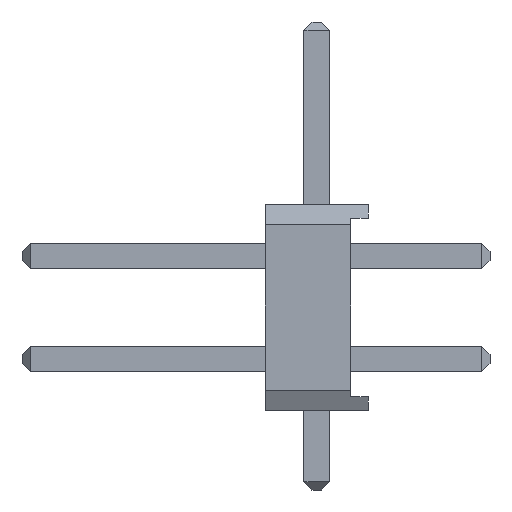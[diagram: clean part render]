
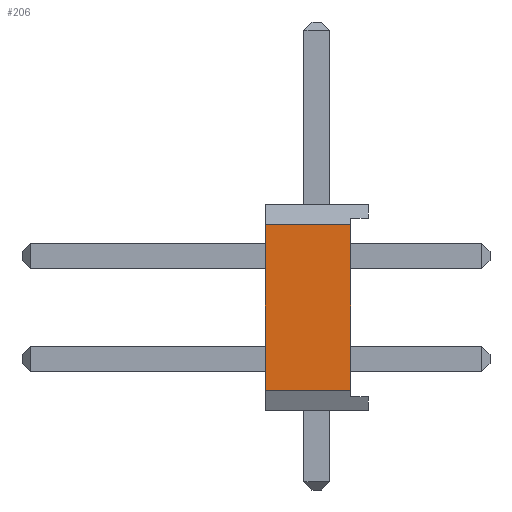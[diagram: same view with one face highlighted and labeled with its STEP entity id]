
A CAD part, left-side view. The second image highlights one B-rep face of the part: STEP entity #206.
In plain terms, the highlighted planar face has unit normal (-1, 0, 0).
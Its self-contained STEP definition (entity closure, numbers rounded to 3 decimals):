
#206 = ADVANCED_FACE( '', ( #516 ), #517, .T. );
#516 = FACE_OUTER_BOUND( '', #954, .T. );
#517 = PLANE( '', #955 );
#954 = EDGE_LOOP( '', ( #1517, #1518, #1519, #1520 ) );
#955 = AXIS2_PLACEMENT_3D( '', #1521, #1522, #1523 );
#1517 = ORIENTED_EDGE( '', *, *, #2663, .F. );
#1518 = ORIENTED_EDGE( '', *, *, #2664, .T. );
#1519 = ORIENTED_EDGE( '', *, *, #2665, .T. );
#1520 = ORIENTED_EDGE( '', *, *, #2666, .T. );
#1521 = CARTESIAN_POINT( '', ( -7.62, 0., 0. ) );
#1522 = DIRECTION( '', ( -1., 0., 0. ) );
#1523 = DIRECTION( '', ( 0., 0., 1. ) );
#2663 = EDGE_CURVE( '', #3235, #3236, #3237, .T. );
#2664 = EDGE_CURVE( '', #3235, #3238, #3239, .T. );
#2665 = EDGE_CURVE( '', #3238, #3240, #3241, .T. );
#2666 = EDGE_CURVE( '', #3240, #3236, #3242, .T. );
#3235 = VERTEX_POINT( '', #4048 );
#3236 = VERTEX_POINT( '', #4049 );
#3237 = LINE( '', #4050, #4051 );
#3238 = VERTEX_POINT( '', #4052 );
#3239 = LINE( '', #4053, #4054 );
#3240 = VERTEX_POINT( '', #4055 );
#3241 = LINE( '', #4056, #4057 );
#3242 = LINE( '', #4058, #4059 );
#4048 = CARTESIAN_POINT( '', ( -7.62, -0.832, -3.31 ) );
#4049 = CARTESIAN_POINT( '', ( -7.62, 1.27, -3.31 ) );
#4050 = CARTESIAN_POINT( '', ( -7.62, 0., -3.31 ) );
#4051 = VECTOR( '', #4921, 1000. );
#4052 = CARTESIAN_POINT( '', ( -7.62, -0.832, 0.77 ) );
#4053 = CARTESIAN_POINT( '', ( -7.62, -0.832, 0. ) );
#4054 = VECTOR( '', #4922, 1000. );
#4055 = CARTESIAN_POINT( '', ( -7.62, 1.27, 0.77 ) );
#4056 = CARTESIAN_POINT( '', ( -7.62, 0., 0.77 ) );
#4057 = VECTOR( '', #4923, 1000. );
#4058 = CARTESIAN_POINT( '', ( -7.62, 1.27, 1.27 ) );
#4059 = VECTOR( '', #4924, 1000. );
#4921 = DIRECTION( '', ( 0., 1., 0. ) );
#4922 = DIRECTION( '', ( 0., 0., 1. ) );
#4923 = DIRECTION( '', ( 0., 1., 0. ) );
#4924 = DIRECTION( '', ( 0., 0., -1. ) );
